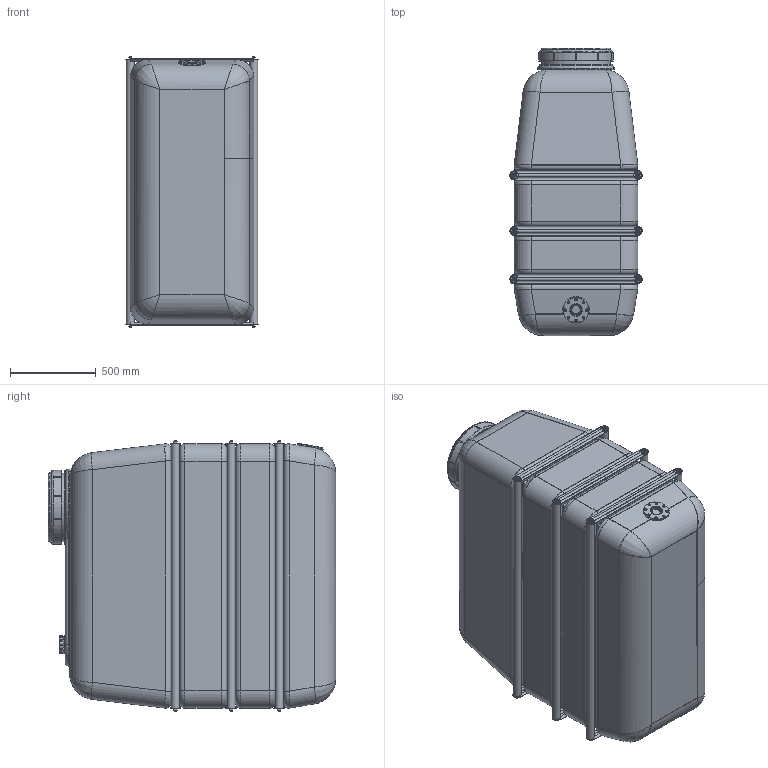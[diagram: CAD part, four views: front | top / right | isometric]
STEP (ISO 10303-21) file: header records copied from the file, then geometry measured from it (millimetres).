
FILE_DESCRIPTION((''),'2;1');
FILE_NAME('PE-DF_1500.stp','2014-02-11T08:00:33',('yh'),(''),'Autodesk Inventor 2012','Autodesk Inventor 2012','');
FILE_SCHEMA(('AUTOMOTIVE_DESIGN { 1 0 10303 214 1 1 1 1 }'));
Length unit declared in the file: millimetre
Products named in the file (20): PE-DF_1500-00; Skizze1500; Deckel oben+unten_3000DF-00; Boden 3000-er DF; PE-Flansch 2"; Kragen für DN400_01; Lockragen DN40; DN400; Überwurfmutter; Bandage PE_DF1500; Kopfplatte für Längsbandage-00; Schraubverbindung; DIN 934 - ersetzt durch DIN EN 24032/28673/28674 M12; DIN 933 - ersetzt durch DIN EN 24017 M12  x 35; DIN 125-1 A A 13; Längsbandage PE_DF_3000_01; Schraubverbindung.00011; Schraubverbindung.00012; Schraubverbindung.000111; Kopfbandage PE_DF_3000-00
Assembly tree (35 placements, depth 4):
  PE-DF_1500-00
    Skizze1500
    Deckel oben+unten_3000DF-00
    Boden 3000-er DF
    PE-Flansch 2"
    Kragen für DN400_01
    Lockragen DN40
    DN400
    Überwurfmutter
    Bandage PE_DF1500  x3
      Kopfplatte für Längsbandage-00
      Schraubverbindung
        DIN 934 - ersetzt durch DIN EN 24032/28673/28674 M12
        DIN 933 - ersetzt durch DIN EN 24017 M12  x 35
        DIN 125-1 A A 13
      Längsbandage PE_DF_3000_01
      Schraubverbindung.00011
        DIN 934 - ersetzt durch DIN EN 24032/28673/28674 M12
        DIN 933 - ersetzt durch DIN EN 24017 M12  x 35
        DIN 125-1 A A 13
      Schraubverbindung.00012
        DIN 934 - ersetzt durch DIN EN 24032/28673/28674 M12
        DIN 933 - ersetzt durch DIN EN 24017 M12  x 35
        DIN 125-1 A A 13
      Schraubverbindung.000111
        DIN 934 - ersetzt durch DIN EN 24032/28673/28674 M12
        DIN 933 - ersetzt durch DIN EN 24017 M12  x 35
        DIN 125-1 A A 13
      Kopfbandage PE_DF_3000-00
Bounding box: 770 x 1675 x 1578.15 mm (x, y, z)
Volume: 40018613.4 mm3; surface area: 23149443.4 mm2
Topology: 68 solids, 68 shells, 1210 faces, 2674 edges, 1609 vertices
Faces by surface type: plane 565, cylinder 372, cone 144, torus 97, bspline 32
Full cylindrical faces by diameter (mm): 7 x8, 8 x8, 10 x12, 10.106 x12, 11.053 x12, 12 x12, 13 x12, 17.2 x12, 24 x12, 39.101 x12, 44 x6, 46 x6, 48 x1, 69.854 x1, 82.307 x1, 85 x1, 100 x1, 102.186 x1, 105 x1, 154.067 x1, 362.022 x1, 366.022 x1, 380 x1, 395.51 x1, 400 x1, 430 x1
Entity records: 21833 total; most frequent: CARTESIAN_POINT 6301, DIRECTION 3346, ORIENTED_EDGE 2908, EDGE_CURVE 1454, AXIS2_PLACEMENT_3D 1291, VERTEX_POINT 888, VECTOR 764, LINE 764
